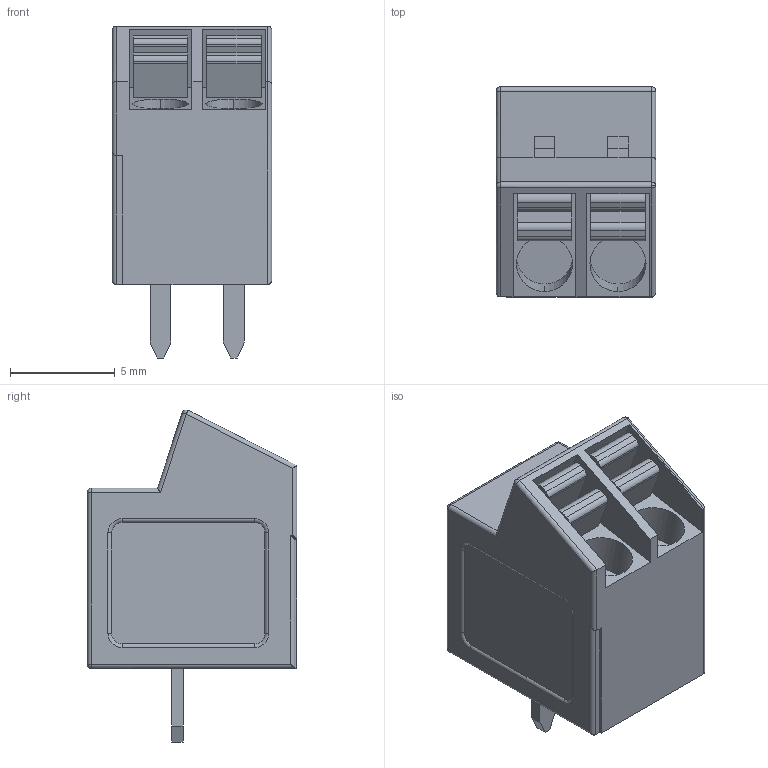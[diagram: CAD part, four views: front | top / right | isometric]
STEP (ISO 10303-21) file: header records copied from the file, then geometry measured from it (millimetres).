
FILE_DESCRIPTION (( 'STEP AP214' ), '1' );
FILE_NAME ('CONN-TH_KF250NH-3.5-2P.step', '2022-08-02T16:08:43', ( '' ), ( '' ), 'SwSTEP 2.0', 'SolidWorks 2020', '' );
FILE_SCHEMA (( 'AUTOMOTIVE_DESIGN' ));
Length unit declared in the file: millimetre
Products named in the file (1): CONN-TH_KF250NH-3.5-2P
Bounding box: 7.6 x 10 x 15.82 mm (x, y, z)
Volume: 691.1 mm3; surface area: 699.3 mm2
Topology: 14 solids, 14 shells, 416 faces, 1092 edges, 715 vertices
Faces by surface type: plane 242, bspline 114, cylinder 45, torus 8, sphere 7
Entity records: 18071 total; most frequent: CARTESIAN_POINT 4606, ORIENTED_EDGE 2176, DIRECTION 1546, EDGE_CURVE 1088, VECTOR 756, LINE 756, VERTEX_POINT 715, EDGE_LOOP 443
